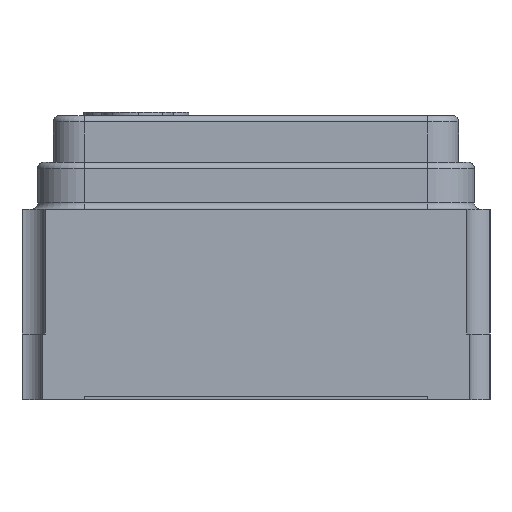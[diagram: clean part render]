
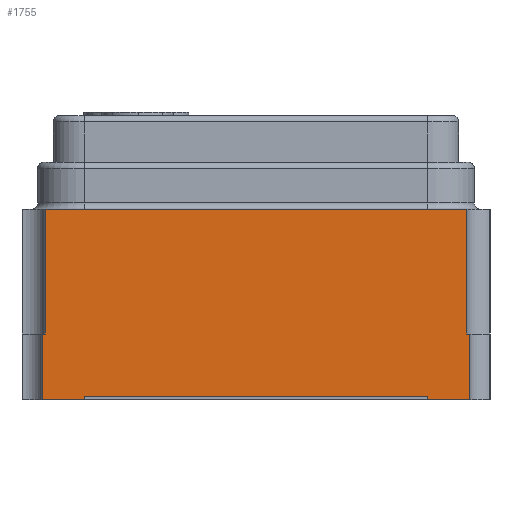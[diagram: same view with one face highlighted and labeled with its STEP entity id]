
A CAD part, left-side view. The second image highlights one B-rep face of the part: STEP entity #1755.
In plain terms, the highlighted planar face has unit normal (-1, 0, 0).
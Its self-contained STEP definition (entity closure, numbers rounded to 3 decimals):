
#174 = CARTESIAN_POINT ( 'NONE',  ( -1.6, -0.675, 0.6 ) ) ;
#824 = VERTEX_POINT ( 'NONE', #17454 ) ;
#967 = CARTESIAN_POINT ( 'NONE',  ( -1.6, -0.685, -0.01 ) ) ;
#1044 = AXIS2_PLACEMENT_3D ( 'NONE', #14349, #3795, #9354 ) ;
#1214 = EDGE_CURVE ( 'NONE', #17723, #824, #15688, .T. ) ;
#1328 = DIRECTION ( 'NONE',  ( 0., 0., -1. ) ) ;
#1339 = CARTESIAN_POINT ( 'NONE',  ( -1.6, -0.55, -0.01 ) ) ;
#1499 = CARTESIAN_POINT ( 'NONE',  ( -1.6, 0.675, 0.6 ) ) ;
#1755 = ADVANCED_FACE ( 'NONE', ( #12813 ), #11818, .F. ) ;
#1998 = EDGE_CURVE ( 'NONE', #3550, #10358, #3063, .T. ) ;
#2043 = LINE ( 'NONE', #11595, #12296 ) ;
#2091 = VECTOR ( 'NONE', #9689, 1000. ) ;
#2610 = CARTESIAN_POINT ( 'NONE',  ( -1.6, 0.685, -0.01 ) ) ;
#3063 = LINE ( 'NONE', #15758, #15146 ) ;
#3073 = CARTESIAN_POINT ( 'NONE',  ( -1.6, 0.685, 0.2 ) ) ;
#3331 = DIRECTION ( 'NONE',  ( 0., 0., -1. ) ) ;
#3525 = VECTOR ( 'NONE', #6109, 1000. ) ;
#3550 = VERTEX_POINT ( 'NONE', #7280 ) ;
#3795 = DIRECTION ( 'NONE',  ( 1., 0., 0. ) ) ;
#3802 = ORIENTED_EDGE ( 'NONE', *, *, #5774, .T. ) ;
#4101 = CARTESIAN_POINT ( 'NONE',  ( -1.6, -0.55, 0. ) ) ;
#4385 = LINE ( 'NONE', #6847, #2091 ) ;
#4558 = DIRECTION ( 'NONE',  ( 0., -1., 0. ) ) ;
#5104 = VERTEX_POINT ( 'NONE', #7649 ) ;
#5420 = ORIENTED_EDGE ( 'NONE', *, *, #8238, .F. ) ;
#5534 = VECTOR ( 'NONE', #11730, 1000. ) ;
#5547 = VECTOR ( 'NONE', #15481, 1000. ) ;
#5774 = EDGE_CURVE ( 'NONE', #6727, #11433, #16414, .T. ) ;
#5931 = LINE ( 'NONE', #14393, #10685 ) ;
#5968 = ORIENTED_EDGE ( 'NONE', *, *, #13604, .T. ) ;
#6109 = DIRECTION ( 'NONE',  ( 0., -1., 0. ) ) ;
#6336 = CARTESIAN_POINT ( 'NONE',  ( -1.6, -0.685, 0.2 ) ) ;
#6727 = VERTEX_POINT ( 'NONE', #10689 ) ;
#6847 = CARTESIAN_POINT ( 'NONE',  ( -1.6, 0.75, 0.6 ) ) ;
#6956 = LINE ( 'NONE', #16983, #10761 ) ;
#7280 = CARTESIAN_POINT ( 'NONE',  ( -1.6, -0.685, 0.2 ) ) ;
#7629 = VECTOR ( 'NONE', #9610, 1000. ) ;
#7649 = CARTESIAN_POINT ( 'NONE',  ( -1.6, 0.55, 0. ) ) ;
#7799 = EDGE_CURVE ( 'NONE', #3550, #15675, #13082, .T. ) ;
#8238 = EDGE_CURVE ( 'NONE', #17723, #11199, #4385, .T. ) ;
#8249 = VECTOR ( 'NONE', #16172, 1000. ) ;
#8307 = CARTESIAN_POINT ( 'NONE',  ( -1.6, 0.55, 0.2 ) ) ;
#8349 = EDGE_CURVE ( 'NONE', #5104, #11207, #8860, .T. ) ;
#8506 = CARTESIAN_POINT ( 'NONE',  ( -1.6, -0.675, 0.2 ) ) ;
#8795 = CARTESIAN_POINT ( 'NONE',  ( -1.6, 0.675, 0. ) ) ;
#8842 = EDGE_CURVE ( 'NONE', #12724, #6727, #6956, .T. ) ;
#8860 = LINE ( 'NONE', #14123, #3525 ) ;
#9146 = ORIENTED_EDGE ( 'NONE', *, *, #8842, .T. ) ;
#9180 = DIRECTION ( 'NONE',  ( 0., 0., 1. ) ) ;
#9354 = DIRECTION ( 'NONE',  ( 0., 0., -1. ) ) ;
#9393 = ORIENTED_EDGE ( 'NONE', *, *, #1214, .T. ) ;
#9610 = DIRECTION ( 'NONE',  ( 0., -1., 0. ) ) ;
#9685 = EDGE_CURVE ( 'NONE', #15675, #11199, #17449, .T. ) ;
#9689 = DIRECTION ( 'NONE',  ( 0., -1., 0. ) ) ;
#10247 = DIRECTION ( 'NONE',  ( 0., 0., -1. ) ) ;
#10280 = CARTESIAN_POINT ( 'NONE',  ( -1.6, 0.55, -0.01 ) ) ;
#10358 = VERTEX_POINT ( 'NONE', #11529 ) ;
#10685 = VECTOR ( 'NONE', #4558, 1000. ) ;
#10689 = CARTESIAN_POINT ( 'NONE',  ( -1.6, 0.685, -0.01 ) ) ;
#10761 = VECTOR ( 'NONE', #1328, 1000. ) ;
#10911 = EDGE_CURVE ( 'NONE', #5104, #11433, #15212, .T. ) ;
#11199 = VERTEX_POINT ( 'NONE', #174 ) ;
#11207 = VERTEX_POINT ( 'NONE', #4101 ) ;
#11433 = VERTEX_POINT ( 'NONE', #10280 ) ;
#11525 = VERTEX_POINT ( 'NONE', #1339 ) ;
#11529 = CARTESIAN_POINT ( 'NONE',  ( -1.6, -0.685, -0.01 ) ) ;
#11595 = CARTESIAN_POINT ( 'NONE',  ( -1.6, -0.55, 0.2 ) ) ;
#11730 = DIRECTION ( 'NONE',  ( 0., 1., 0. ) ) ;
#11818 = PLANE ( 'NONE',  #1044 ) ;
#11860 = ORIENTED_EDGE ( 'NONE', *, *, #16679, .F. ) ;
#11917 = EDGE_LOOP ( 'NONE', ( #13279, #14776, #5968, #14495, #16253, #15728, #13712, #5420, #9393, #11860, #9146, #3802 ) ) ;
#12296 = VECTOR ( 'NONE', #15574, 1000. ) ;
#12396 = EDGE_CURVE ( 'NONE', #10358, #11525, #16356, .T. ) ;
#12724 = VERTEX_POINT ( 'NONE', #3073 ) ;
#12813 = FACE_OUTER_BOUND ( 'NONE', #11917, .T. ) ;
#13082 = LINE ( 'NONE', #6336, #5534 ) ;
#13279 = ORIENTED_EDGE ( 'NONE', *, *, #10911, .F. ) ;
#13604 = EDGE_CURVE ( 'NONE', #11207, #11525, #2043, .T. ) ;
#13712 = ORIENTED_EDGE ( 'NONE', *, *, #9685, .T. ) ;
#14123 = CARTESIAN_POINT ( 'NONE',  ( -1.6, 0.75, 0. ) ) ;
#14349 = CARTESIAN_POINT ( 'NONE',  ( -1.6, 0.75, 0.6 ) ) ;
#14393 = CARTESIAN_POINT ( 'NONE',  ( -1.6, 0.685, 0.2 ) ) ;
#14495 = ORIENTED_EDGE ( 'NONE', *, *, #12396, .F. ) ;
#14562 = VECTOR ( 'NONE', #9180, 1000. ) ;
#14776 = ORIENTED_EDGE ( 'NONE', *, *, #8349, .T. ) ;
#15146 = VECTOR ( 'NONE', #3331, 1000. ) ;
#15212 = LINE ( 'NONE', #8307, #5547 ) ;
#15481 = DIRECTION ( 'NONE',  ( 0., 0., -1. ) ) ;
#15574 = DIRECTION ( 'NONE',  ( 0., 0., -1. ) ) ;
#15675 = VERTEX_POINT ( 'NONE', #8506 ) ;
#15688 = LINE ( 'NONE', #8795, #17182 ) ;
#15728 = ORIENTED_EDGE ( 'NONE', *, *, #7799, .T. ) ;
#15758 = CARTESIAN_POINT ( 'NONE',  ( -1.6, -0.685, 0.2 ) ) ;
#16075 = CARTESIAN_POINT ( 'NONE',  ( -1.6, -0.675, 0. ) ) ;
#16172 = DIRECTION ( 'NONE',  ( 0., 1., 0. ) ) ;
#16253 = ORIENTED_EDGE ( 'NONE', *, *, #1998, .F. ) ;
#16356 = LINE ( 'NONE', #967, #8249 ) ;
#16414 = LINE ( 'NONE', #2610, #7629 ) ;
#16679 = EDGE_CURVE ( 'NONE', #12724, #824, #5931, .T. ) ;
#16983 = CARTESIAN_POINT ( 'NONE',  ( -1.6, 0.685, 0.2 ) ) ;
#17182 = VECTOR ( 'NONE', #10247, 1000. ) ;
#17449 = LINE ( 'NONE', #16075, #14562 ) ;
#17454 = CARTESIAN_POINT ( 'NONE',  ( -1.6, 0.675, 0.2 ) ) ;
#17723 = VERTEX_POINT ( 'NONE', #1499 ) ;
